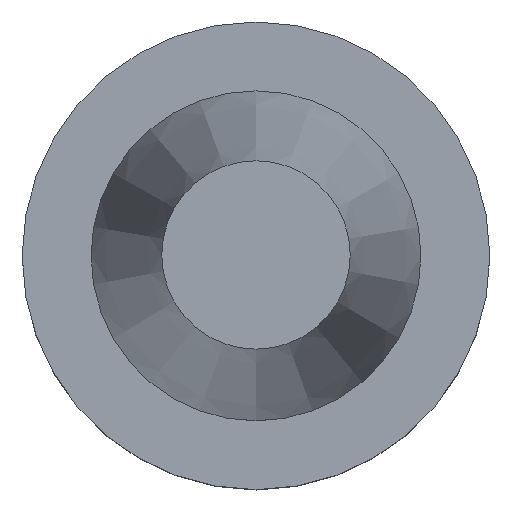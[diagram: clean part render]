
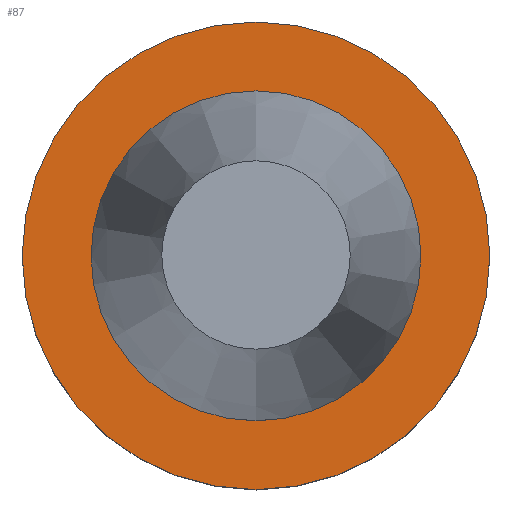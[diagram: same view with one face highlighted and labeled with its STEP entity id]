
A CAD part, top view. The second image highlights one B-rep face of the part: STEP entity #87.
In plain terms, the highlighted planar face has unit normal (0, 0, 1).
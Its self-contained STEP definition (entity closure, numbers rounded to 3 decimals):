
#55=EDGE_CURVE('Unnamed[1]',#144,#144,#145,.T.);
#87=ADVANCED_FACE('Unnamed[1]',(#194,#195),#196,.T.);
#116=EDGE_CURVE('Unnamed[1]',#239,#239,#240,.T.);
#144=VERTEX_POINT('',#262);
#145=CIRCLE('',#263,22.225);
#194=FACE_OUTER_BOUND('',#324,.T.);
#195=FACE_BOUND('',#325,.T.);
#196=PLANE('',#326);
#239=VERTEX_POINT('',#380);
#240=CIRCLE('',#381,31.5);
#262=CARTESIAN_POINT('',(0.,22.225,-1.));
#263=AXIS2_PLACEMENT_3D('',#398,#399,#400);
#324=EDGE_LOOP('',(#455));
#325=EDGE_LOOP('',(#456));
#326=AXIS2_PLACEMENT_3D('',#457,#458,#459);
#380=CARTESIAN_POINT('',(0.,31.5,-1.));
#381=AXIS2_PLACEMENT_3D('',#503,#504,#505);
#398=CARTESIAN_POINT('',(0.,0.,-1.));
#399=DIRECTION('',(0.,0.,-1.0));
#400=DIRECTION('',(0.,1.0,0.));
#455=ORIENTED_EDGE('',*,*,#116,.F.);
#456=ORIENTED_EDGE('',*,*,#55,.T.);
#457=CARTESIAN_POINT('',(0.,26.862,-1.));
#458=DIRECTION('',(0.,0.,1.0));
#459=DIRECTION('',(0.,-1.0,0.));
#503=CARTESIAN_POINT('',(0.,0.,-1.));
#504=DIRECTION('',(0.,0.,-1.0));
#505=DIRECTION('',(0.,1.0,0.));
